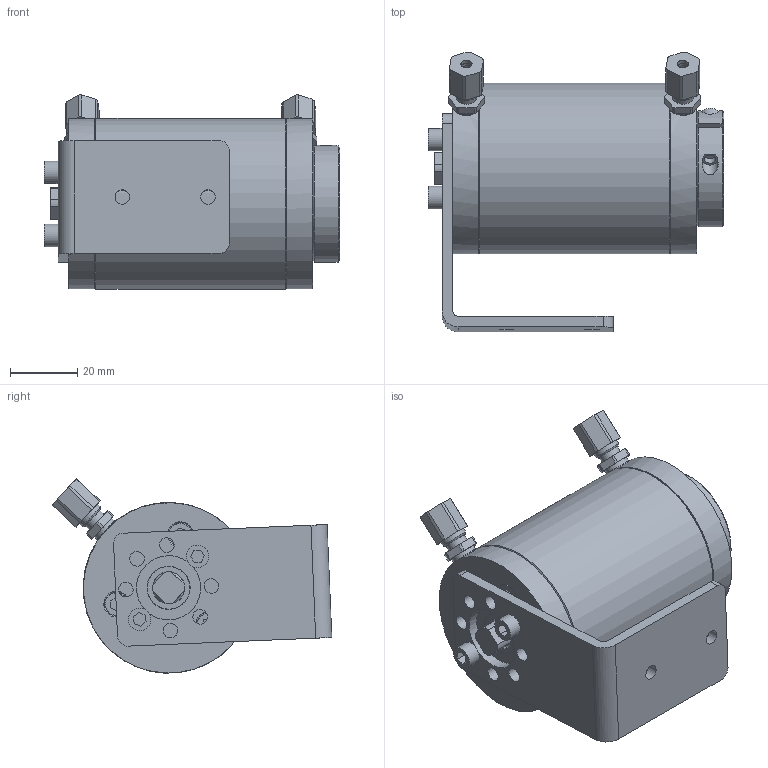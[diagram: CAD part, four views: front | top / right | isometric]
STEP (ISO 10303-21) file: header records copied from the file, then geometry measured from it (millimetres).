
FILE_DESCRIPTION((''),'2;1');
FILE_NAME('310775-Air actuator 2 pos for standof.stp','2013-08-19T09:25:20',('Franzp'),(''),'Autodesk Inventor 2013','Autodesk Inventor 2013','');
FILE_SCHEMA(('AUTOMOTIVE_DESIGN { 1 0 10303 214 1 1 1 1 }'));
Length unit declared in the file: millimetre
Products named in the file (1): 310775_Shrinkwrap_1
Bounding box: 87.66 x 82.95 x 57.65 mm (x, y, z)
Surface area: 30325.6 mm2 (no closed solid volume)
Topology: 0 solids, 30 shells, 199 faces, 594 edges, 420 vertices
Faces by surface type: plane 111, cylinder 69, cone 19
Full cylindrical faces by diameter (mm): 3.3 x4, 3.302 x1, 4.166 x1, 4.32 x8, 6.3 x2, 6.63 x1, 6.7 x3, 7 x3, 7.5 x2, 7.65 x2, 7.938 x2, 9.48 x2, 9.525 x1, 19.075 x1, 50.54 x2, 50.69 x1
Entity records: 6919 total; most frequent: CARTESIAN_POINT 1304, DIRECTION 1101, ORIENTED_EDGE 924, EDGE_CURVE 534, VERTEX_POINT 404, AXIS2_PLACEMENT_3D 397, VECTOR 307, LINE 307
